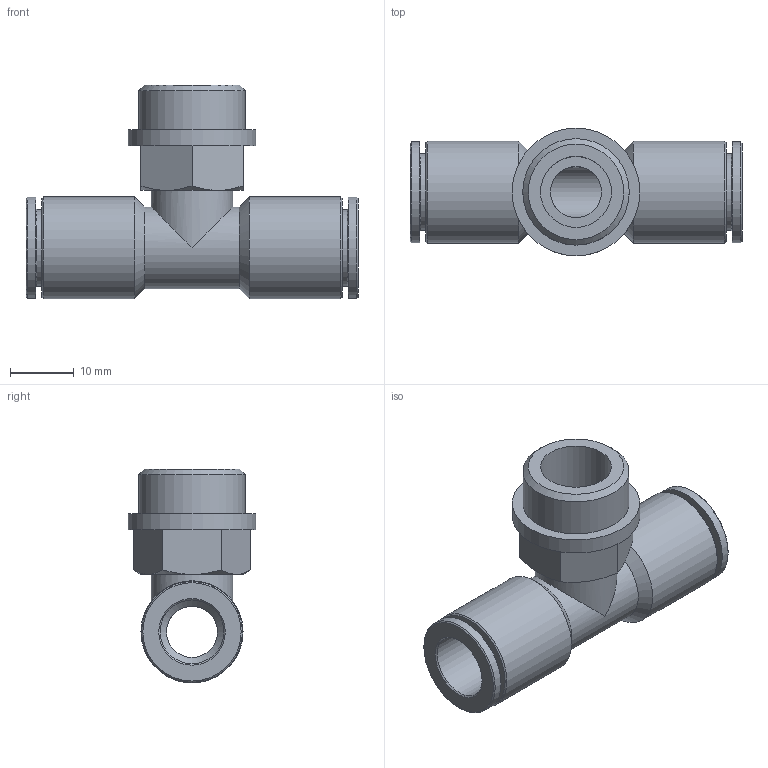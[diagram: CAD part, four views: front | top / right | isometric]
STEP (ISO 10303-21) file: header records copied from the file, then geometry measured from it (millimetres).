
FILE_DESCRIPTION(/* description */ ('STEP AP214'),/* implementation_level */ '2;1');
FILE_NAME(/* name */ '578400_NPQH-T-G38-Q10-P10',/* time_stamp */ '2024-09-13T05:31:47+02:00',/* author */ ('License CC BY-ND 4.0'),/* organization */ ('CADENAS'),/* preprocessor_version */ 'ST-DEVELOPER v19.3',/* originating_system */ 'PARTsolutions',/* authorisation */ ' ');
FILE_SCHEMA (('AUTOMOTIVE_DESIGN {1 0 10303 214 3 1 1}'));
Length unit declared in the file: millimetre
Products named in the file (1): 578400 NPQH-T-G38-Q10-P10
Bounding box: 52 x 20 x 33.5 mm (x, y, z)
Volume: 8045.3 mm3; surface area: 6568 mm2
Topology: 1 solids, 1 shells, 51 faces, 101 edges, 61 vertices
Faces by surface type: cone 19, plane 17, cylinder 15
Full cylindrical faces by diameter (mm): 8 x2, 10 x2, 11.108 x1, 12 x2, 12.8 x2, 15.8 x2, 16 x2, 16.662 x1, 20 x1
Entity records: 1202 total; most frequent: CARTESIAN_POINT 218, DIRECTION 210, ORIENTED_EDGE 142, AXIS2_PLACEMENT_3D 99, EDGE_LOOP 92, FACE_BOUND 92, EDGE_CURVE 71, VERTEX_POINT 59
